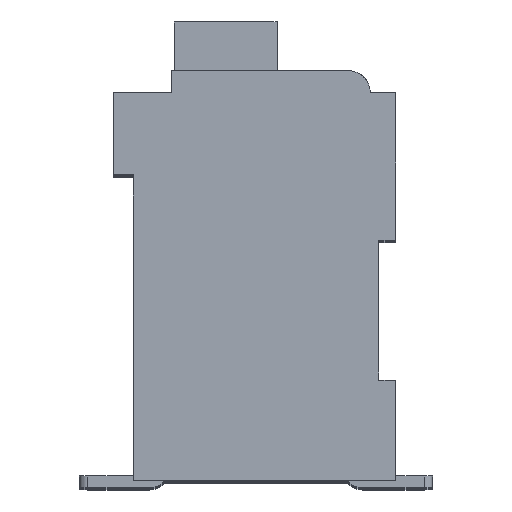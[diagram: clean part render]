
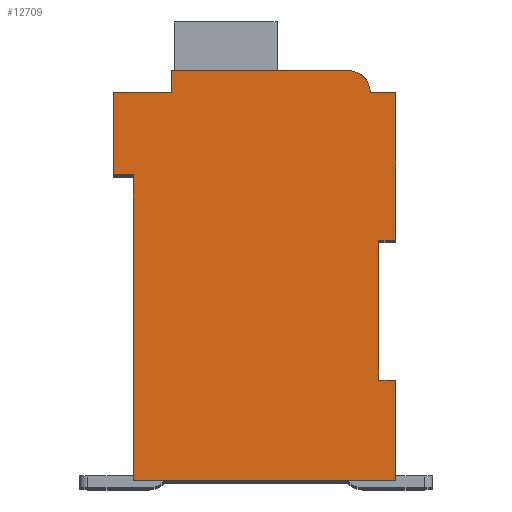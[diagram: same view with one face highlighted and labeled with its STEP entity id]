
A CAD part, top view. The second image highlights one B-rep face of the part: STEP entity #12709.
In plain terms, the highlighted planar face has unit normal (0, 0, 1).
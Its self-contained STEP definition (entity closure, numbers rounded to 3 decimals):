
#3154=DIRECTION('',(1.,0.,0.));
#3155=VECTOR('',#3154,0.5);
#3156=CARTESIAN_POINT('',(7.3,7.15,2.1));
#3157=LINE('',#3156,#3155);
#3158=DIRECTION('',(0.,1.,0.));
#3159=VECTOR('',#3158,4.15);
#3160=CARTESIAN_POINT('',(7.3,3.,2.1));
#3161=LINE('',#3160,#3159);
#3162=DIRECTION('',(-1.,0.,0.));
#3163=VECTOR('',#3162,0.5);
#3164=CARTESIAN_POINT('',(7.8,3.,2.1));
#3165=LINE('',#3164,#3163);
#3166=DIRECTION('',(0.,1.,0.));
#3167=VECTOR('',#3166,3.);
#3168=CARTESIAN_POINT('',(7.8,0.,2.1));
#3169=LINE('',#3168,#3167);
#3170=DIRECTION('',(1.,0.,0.));
#3171=VECTOR('',#3170,7.8);
#3172=CARTESIAN_POINT('',(0.,0.,2.1));
#3173=LINE('',#3172,#3171);
#3174=DIRECTION('',(0.,-1.,0.));
#3175=VECTOR('',#3174,9.1);
#3176=CARTESIAN_POINT('',(0.,9.1,2.1));
#3177=LINE('',#3176,#3175);
#3178=DIRECTION('',(1.,0.,0.));
#3179=VECTOR('',#3178,0.6);
#3180=CARTESIAN_POINT('',(-0.6,9.1,2.1));
#3181=LINE('',#3180,#3179);
#3182=DIRECTION('',(0.,-1.,0.));
#3183=VECTOR('',#3182,2.45);
#3184=CARTESIAN_POINT('',(-0.6,11.55,2.1));
#3185=LINE('',#3184,#3183);
#3186=DIRECTION('',(-1.,0.,0.));
#3187=VECTOR('',#3186,1.75);
#3188=CARTESIAN_POINT('',(1.15,11.55,2.1));
#3189=LINE('',#3188,#3187);
#3190=DIRECTION('',(0.,-1.,0.));
#3191=VECTOR('',#3190,0.65);
#3192=CARTESIAN_POINT('',(1.15,12.2,2.1));
#3193=LINE('',#3192,#3191);
#3194=DIRECTION('',(-1.,0.,0.));
#3195=VECTOR('',#3194,5.25);
#3196=CARTESIAN_POINT('',(6.4,12.2,2.1));
#3197=LINE('',#3196,#3195);
#3198=CARTESIAN_POINT('',(6.4,11.55,2.1));
#3199=DIRECTION('',(0.,0.,1.));
#3200=DIRECTION('',(1.,0.,0.));
#3201=AXIS2_PLACEMENT_3D('',#3198,#3199,#3200);
#3203=DIRECTION('',(-1.,0.,0.));
#3204=VECTOR('',#3203,0.75);
#3205=CARTESIAN_POINT('',(7.8,11.55,2.1));
#3206=LINE('',#3205,#3204);
#3207=DIRECTION('',(0.,1.,0.));
#3208=VECTOR('',#3207,4.4);
#3209=CARTESIAN_POINT('',(7.8,7.15,2.1));
#3210=LINE('',#3209,#3208);
#7189=CARTESIAN_POINT('',(7.3,7.15,2.1));
#7190=CARTESIAN_POINT('',(7.8,7.15,2.1));
#7191=VERTEX_POINT('',#7189);
#7192=VERTEX_POINT('',#7190);
#7193=CARTESIAN_POINT('',(7.8,11.55,2.1));
#7194=VERTEX_POINT('',#7193);
#7195=CARTESIAN_POINT('',(7.05,11.55,2.1));
#7196=VERTEX_POINT('',#7195);
#7197=CARTESIAN_POINT('',(6.4,12.2,2.1));
#7198=VERTEX_POINT('',#7197);
#7199=CARTESIAN_POINT('',(1.15,12.2,2.1));
#7200=VERTEX_POINT('',#7199);
#7201=CARTESIAN_POINT('',(1.15,11.55,2.1));
#7202=VERTEX_POINT('',#7201);
#7203=CARTESIAN_POINT('',(-0.6,11.55,2.1));
#7204=VERTEX_POINT('',#7203);
#7205=CARTESIAN_POINT('',(-0.6,9.1,2.1));
#7206=VERTEX_POINT('',#7205);
#7207=CARTESIAN_POINT('',(0.,9.1,2.1));
#7208=VERTEX_POINT('',#7207);
#7209=CARTESIAN_POINT('',(0.,0.,2.1));
#7210=VERTEX_POINT('',#7209);
#7211=CARTESIAN_POINT('',(7.8,0.,2.1));
#7212=VERTEX_POINT('',#7211);
#7213=CARTESIAN_POINT('',(7.8,3.,2.1));
#7214=VERTEX_POINT('',#7213);
#7215=CARTESIAN_POINT('',(7.3,3.,2.1));
#7216=VERTEX_POINT('',#7215);
#12688=CARTESIAN_POINT('',(0.,0.,2.1));
#12689=DIRECTION('',(0.,0.,1.));
#12690=DIRECTION('',(1.,0.,0.));
#12691=AXIS2_PLACEMENT_3D('',#12688,#12689,#12690);
#12692=PLANE('',#12691);
#12693=ORIENTED_EDGE('',*,*,#9450,.F.);
#12694=ORIENTED_EDGE('',*,*,#9838,.F.);
#12695=ORIENTED_EDGE('',*,*,#10120,.F.);
#12696=ORIENTED_EDGE('',*,*,#10295,.F.);
#12697=ORIENTED_EDGE('',*,*,#10506,.F.);
#12698=ORIENTED_EDGE('',*,*,#10804,.F.);
#12699=ORIENTED_EDGE('',*,*,#10912,.F.);
#12700=ORIENTED_EDGE('',*,*,#11123,.F.);
#12701=ORIENTED_EDGE('',*,*,#11381,.F.);
#12702=ORIENTED_EDGE('',*,*,#11768,.F.);
#12703=ORIENTED_EDGE('',*,*,#12064,.F.);
#12704=ORIENTED_EDGE('',*,*,#11432,.F.);
#12705=ORIENTED_EDGE('',*,*,#11649,.F.);
#12706=ORIENTED_EDGE('',*,*,#9733,.F.);
#12707=EDGE_LOOP('',(#12693,#12694,#12695,#12696,#12697,#12698,#12699,#12700,
#12701,#12702,#12703,#12704,#12705,#12706));
#12708=FACE_OUTER_BOUND('',#12707,.F.);
#3202=CIRCLE('',#3201,0.65);
#9450=EDGE_CURVE('',#7191,#7192,#3157,.T.);
#9733=EDGE_CURVE('',#7192,#7194,#3210,.T.);
#9838=EDGE_CURVE('',#7216,#7191,#3161,.T.);
#10120=EDGE_CURVE('',#7214,#7216,#3165,.T.);
#10295=EDGE_CURVE('',#7212,#7214,#3169,.T.);
#10506=EDGE_CURVE('',#7210,#7212,#3173,.T.);
#10804=EDGE_CURVE('',#7208,#7210,#3177,.T.);
#10912=EDGE_CURVE('',#7206,#7208,#3181,.T.);
#11123=EDGE_CURVE('',#7204,#7206,#3185,.T.);
#11381=EDGE_CURVE('',#7202,#7204,#3189,.T.);
#11432=EDGE_CURVE('',#7196,#7198,#3202,.T.);
#11649=EDGE_CURVE('',#7194,#7196,#3206,.T.);
#11768=EDGE_CURVE('',#7200,#7202,#3193,.T.);
#12064=EDGE_CURVE('',#7198,#7200,#3197,.T.);
#12709=ADVANCED_FACE('',(#12708),#12692,.T.);
